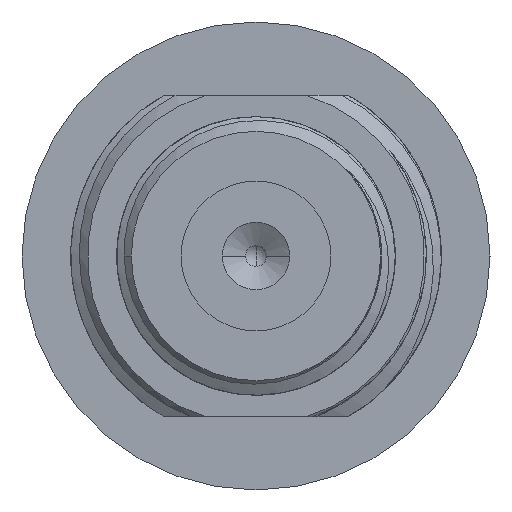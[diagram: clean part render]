
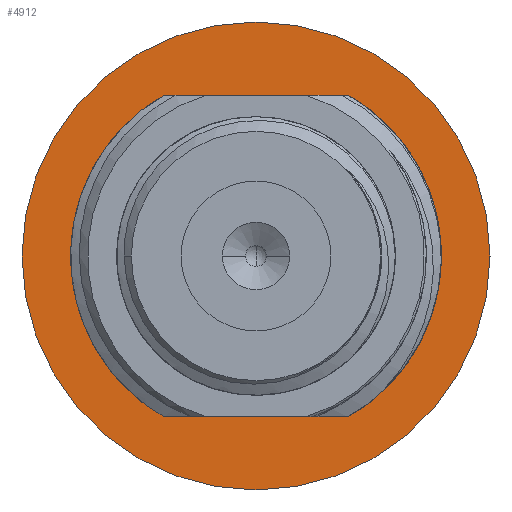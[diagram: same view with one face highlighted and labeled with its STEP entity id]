
A CAD part, left-side view. The second image highlights one B-rep face of the part: STEP entity #4912.
In plain terms, the highlighted planar face has unit normal (-1, 0, 0).
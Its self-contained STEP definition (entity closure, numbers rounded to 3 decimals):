
#736=CARTESIAN_POINT('',(21.971,0.,0.));
#737=DIRECTION('',(-1.,0.,0.));
#738=DIRECTION('',(0.,0.,1.));
#739=AXIS2_PLACEMENT_3D('',#736,#737,#738);
#741=CARTESIAN_POINT('',(21.971,0.,0.));
#742=DIRECTION('',(-1.,0.,0.));
#743=DIRECTION('',(0.,0.,-1.));
#744=AXIS2_PLACEMENT_3D('',#741,#742,#743);
#746=CARTESIAN_POINT('',(21.971,0.,0.));
#747=DIRECTION('',(-1.,0.,0.));
#748=DIRECTION('',(0.,-0.495,-0.869));
#749=AXIS2_PLACEMENT_3D('',#746,#747,#748);
#751=CARTESIAN_POINT('',(21.971,0.,0.));
#752=DIRECTION('',(-1.,0.,0.));
#753=DIRECTION('',(0.,0.495,0.869));
#754=AXIS2_PLACEMENT_3D('',#751,#752,#753);
#756=DIRECTION('',(0.,-1.,0.));
#757=VECTOR('',#756,6.228);
#758=CARTESIAN_POINT('',(21.971,3.114,-5.461));
#759=LINE('',#758,#757);
#2081=DIRECTION('',(0.,-1.,0.));
#2082=VECTOR('',#2081,6.228);
#2083=CARTESIAN_POINT('',(21.971,3.114,5.461));
#2084=LINE('',#2083,#2082);
#4210=CARTESIAN_POINT('',(21.971,0.,7.938));
#4211=CARTESIAN_POINT('',(21.971,0.,-7.938));
#4212=VERTEX_POINT('',#4210);
#4213=VERTEX_POINT('',#4211);
#4278=CARTESIAN_POINT('',(21.971,3.114,-5.461));
#4279=VERTEX_POINT('',#4278);
#4280=CARTESIAN_POINT('',(21.971,3.114,5.461));
#4281=VERTEX_POINT('',#4280);
#4282=CARTESIAN_POINT('',(21.971,-3.114,-5.461));
#4283=VERTEX_POINT('',#4282);
#4284=CARTESIAN_POINT('',(21.971,-3.114,5.461));
#4285=VERTEX_POINT('',#4284);
#4891=CARTESIAN_POINT('',(21.971,0.,0.));
#4892=DIRECTION('',(-1.,0.,0.));
#4893=DIRECTION('',(0.,0.,1.));
#4894=AXIS2_PLACEMENT_3D('',#4891,#4892,#4893);
#4895=PLANE('',#4894);
#4897=ORIENTED_EDGE('',*,*,#4896,.F.);
#4899=ORIENTED_EDGE('',*,*,#4898,.F.);
#4900=EDGE_LOOP('',(#4897,#4899));
#4901=FACE_OUTER_BOUND('',#4900,.F.);
#4903=ORIENTED_EDGE('',*,*,#4902,.T.);
#4905=ORIENTED_EDGE('',*,*,#4904,.F.);
#4907=ORIENTED_EDGE('',*,*,#4906,.T.);
#4909=ORIENTED_EDGE('',*,*,#4908,.T.);
#4910=EDGE_LOOP('',(#4903,#4905,#4907,#4909));
#4911=FACE_BOUND('',#4910,.F.);
#740=CIRCLE('',#739,7.938);
#745=CIRCLE('',#744,7.938);
#750=CIRCLE('',#749,6.287);
#755=CIRCLE('',#754,6.287);
#4896=EDGE_CURVE('',#4212,#4213,#740,.T.);
#4898=EDGE_CURVE('',#4213,#4212,#745,.T.);
#4902=EDGE_CURVE('',#4283,#4285,#750,.T.);
#4904=EDGE_CURVE('',#4281,#4285,#2084,.T.);
#4906=EDGE_CURVE('',#4281,#4279,#755,.T.);
#4908=EDGE_CURVE('',#4279,#4283,#759,.T.);
#4912=ADVANCED_FACE('',(#4901,#4911),#4895,.T.);
